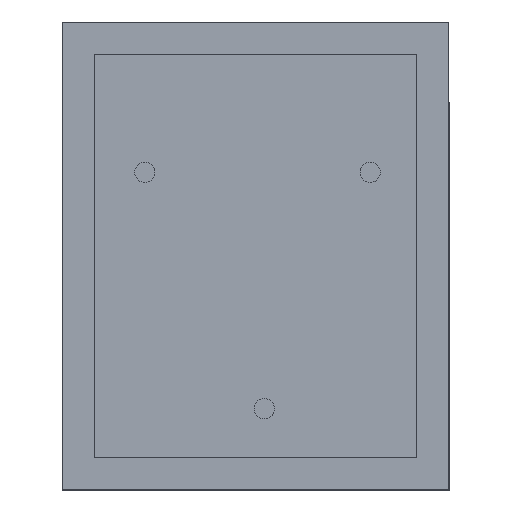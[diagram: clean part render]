
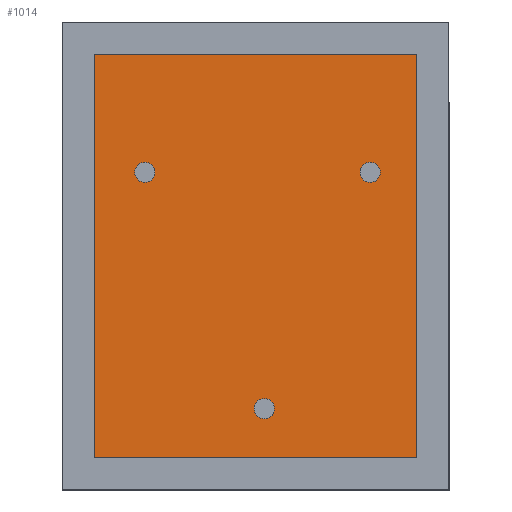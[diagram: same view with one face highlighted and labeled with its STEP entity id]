
A CAD part, top view. The second image highlights one B-rep face of the part: STEP entity #1014.
In plain terms, the highlighted planar face has unit normal (0, 0, 1).
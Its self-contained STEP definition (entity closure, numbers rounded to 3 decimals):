
#22=CIRCLE('',#1088,1.25);
#23=CIRCLE('',#1089,1.25);
#24=CIRCLE('',#1090,1.25);
#36=FACE_BOUND('',#122,.T.);
#37=FACE_BOUND('',#123,.T.);
#38=FACE_BOUND('',#124,.T.);
#39=FACE_BOUND('',#125,.T.);
#40=FACE_BOUND('',#126,.T.);
#41=FACE_BOUND('',#127,.T.);
#42=FACE_BOUND('',#128,.T.);
#71=FACE_OUTER_BOUND('',#121,.T.);
#121=EDGE_LOOP('',(#748,#749,#750,#751,#752,#753,#754,#755,#756,#757,#758,
#759));
#122=EDGE_LOOP('',(#760,#761,#762,#763));
#123=EDGE_LOOP('',(#764,#765,#766,#767));
#124=EDGE_LOOP('',(#768,#769,#770,#771));
#125=EDGE_LOOP('',(#772,#773,#774,#775));
#126=EDGE_LOOP('',(#776));
#127=EDGE_LOOP('',(#777));
#128=EDGE_LOOP('',(#778));
#179=LINE('',#1432,#309);
#187=LINE('',#1447,#317);
#189=LINE('',#1453,#319);
#197=LINE('',#1468,#327);
#199=LINE('',#1474,#329);
#207=LINE('',#1489,#337);
#209=LINE('',#1495,#339);
#217=LINE('',#1510,#347);
#219=LINE('',#1516,#349);
#227=LINE('',#1531,#357);
#228=LINE('',#1534,#358);
#229=LINE('',#1536,#359);
#230=LINE('',#1538,#360);
#231=LINE('',#1540,#361);
#232=LINE('',#1541,#362);
#233=LINE('',#1543,#363);
#234=LINE('',#1545,#364);
#235=LINE('',#1547,#365);
#236=LINE('',#1549,#366);
#237=LINE('',#1550,#367);
#238=LINE('',#1551,#368);
#239=LINE('',#1552,#369);
#240=LINE('',#1553,#370);
#241=LINE('',#1554,#371);
#242=LINE('',#1555,#372);
#243=LINE('',#1556,#373);
#244=LINE('',#1557,#374);
#245=LINE('',#1558,#375);
#309=VECTOR('',#1167,10.);
#317=VECTOR('',#1179,10.);
#319=VECTOR('',#1183,10.);
#327=VECTOR('',#1195,10.);
#329=VECTOR('',#1199,10.);
#337=VECTOR('',#1211,10.);
#339=VECTOR('',#1215,10.);
#347=VECTOR('',#1227,10.);
#349=VECTOR('',#1231,10.);
#357=VECTOR('',#1243,10.);
#358=VECTOR('',#1246,10.);
#359=VECTOR('',#1247,10.);
#360=VECTOR('',#1248,10.);
#361=VECTOR('',#1249,10.);
#362=VECTOR('',#1250,10.);
#363=VECTOR('',#1251,10.);
#364=VECTOR('',#1252,10.);
#365=VECTOR('',#1253,10.);
#366=VECTOR('',#1254,10.);
#367=VECTOR('',#1255,10.);
#368=VECTOR('',#1256,10.);
#369=VECTOR('',#1257,10.);
#370=VECTOR('',#1258,10.);
#371=VECTOR('',#1259,10.);
#372=VECTOR('',#1260,10.);
#373=VECTOR('',#1261,10.);
#374=VECTOR('',#1262,10.);
#375=VECTOR('',#1263,10.);
#432=VERTEX_POINT('',#1428);
#434=VERTEX_POINT('',#1431);
#438=VERTEX_POINT('',#1443);
#439=VERTEX_POINT('',#1445);
#440=VERTEX_POINT('',#1449);
#442=VERTEX_POINT('',#1452);
#446=VERTEX_POINT('',#1464);
#447=VERTEX_POINT('',#1466);
#448=VERTEX_POINT('',#1470);
#450=VERTEX_POINT('',#1473);
#454=VERTEX_POINT('',#1485);
#455=VERTEX_POINT('',#1487);
#456=VERTEX_POINT('',#1491);
#458=VERTEX_POINT('',#1494);
#462=VERTEX_POINT('',#1506);
#463=VERTEX_POINT('',#1508);
#464=VERTEX_POINT('',#1512);
#466=VERTEX_POINT('',#1515);
#470=VERTEX_POINT('',#1527);
#471=VERTEX_POINT('',#1529);
#472=VERTEX_POINT('',#1533);
#473=VERTEX_POINT('',#1535);
#474=VERTEX_POINT('',#1537);
#475=VERTEX_POINT('',#1539);
#476=VERTEX_POINT('',#1542);
#477=VERTEX_POINT('',#1544);
#478=VERTEX_POINT('',#1546);
#479=VERTEX_POINT('',#1548);
#480=VERTEX_POINT('',#1559);
#481=VERTEX_POINT('',#1561);
#482=VERTEX_POINT('',#1563);
#535=EDGE_CURVE('',#434,#432,#179,.T.);
#543=EDGE_CURVE('',#439,#438,#187,.T.);
#545=EDGE_CURVE('',#442,#440,#189,.T.);
#553=EDGE_CURVE('',#447,#446,#197,.T.);
#555=EDGE_CURVE('',#450,#448,#199,.T.);
#563=EDGE_CURVE('',#455,#454,#207,.T.);
#565=EDGE_CURVE('',#458,#456,#209,.T.);
#573=EDGE_CURVE('',#463,#462,#217,.T.);
#575=EDGE_CURVE('',#466,#464,#219,.T.);
#583=EDGE_CURVE('',#471,#470,#227,.T.);
#584=EDGE_CURVE('',#463,#472,#228,.T.);
#585=EDGE_CURVE('',#472,#473,#229,.T.);
#586=EDGE_CURVE('',#473,#474,#230,.T.);
#587=EDGE_CURVE('',#474,#475,#231,.T.);
#588=EDGE_CURVE('',#475,#466,#232,.T.);
#589=EDGE_CURVE('',#464,#476,#233,.T.);
#590=EDGE_CURVE('',#476,#477,#234,.T.);
#591=EDGE_CURVE('',#477,#478,#235,.T.);
#592=EDGE_CURVE('',#478,#479,#236,.T.);
#593=EDGE_CURVE('',#479,#462,#237,.T.);
#594=EDGE_CURVE('',#432,#454,#238,.T.);
#595=EDGE_CURVE('',#455,#434,#239,.T.);
#596=EDGE_CURVE('',#439,#442,#240,.T.);
#597=EDGE_CURVE('',#440,#438,#241,.T.);
#598=EDGE_CURVE('',#448,#470,#242,.T.);
#599=EDGE_CURVE('',#471,#450,#243,.T.);
#600=EDGE_CURVE('',#447,#458,#244,.T.);
#601=EDGE_CURVE('',#456,#446,#245,.T.);
#602=EDGE_CURVE('',#480,#480,#22,.T.);
#603=EDGE_CURVE('',#481,#481,#23,.T.);
#604=EDGE_CURVE('',#482,#482,#24,.T.);
#748=ORIENTED_EDGE('',*,*,#573,.F.);
#749=ORIENTED_EDGE('',*,*,#584,.T.);
#750=ORIENTED_EDGE('',*,*,#585,.T.);
#751=ORIENTED_EDGE('',*,*,#586,.T.);
#752=ORIENTED_EDGE('',*,*,#587,.T.);
#753=ORIENTED_EDGE('',*,*,#588,.T.);
#754=ORIENTED_EDGE('',*,*,#575,.T.);
#755=ORIENTED_EDGE('',*,*,#589,.T.);
#756=ORIENTED_EDGE('',*,*,#590,.T.);
#757=ORIENTED_EDGE('',*,*,#591,.T.);
#758=ORIENTED_EDGE('',*,*,#592,.T.);
#759=ORIENTED_EDGE('',*,*,#593,.T.);
#760=ORIENTED_EDGE('',*,*,#594,.T.);
#761=ORIENTED_EDGE('',*,*,#563,.F.);
#762=ORIENTED_EDGE('',*,*,#595,.T.);
#763=ORIENTED_EDGE('',*,*,#535,.T.);
#764=ORIENTED_EDGE('',*,*,#543,.F.);
#765=ORIENTED_EDGE('',*,*,#596,.T.);
#766=ORIENTED_EDGE('',*,*,#545,.T.);
#767=ORIENTED_EDGE('',*,*,#597,.T.);
#768=ORIENTED_EDGE('',*,*,#598,.T.);
#769=ORIENTED_EDGE('',*,*,#583,.F.);
#770=ORIENTED_EDGE('',*,*,#599,.T.);
#771=ORIENTED_EDGE('',*,*,#555,.T.);
#772=ORIENTED_EDGE('',*,*,#553,.F.);
#773=ORIENTED_EDGE('',*,*,#600,.T.);
#774=ORIENTED_EDGE('',*,*,#565,.T.);
#775=ORIENTED_EDGE('',*,*,#601,.T.);
#776=ORIENTED_EDGE('',*,*,#602,.T.);
#777=ORIENTED_EDGE('',*,*,#603,.T.);
#778=ORIENTED_EDGE('',*,*,#604,.T.);
#971=PLANE('',#1087);
#1014=ADVANCED_FACE('',(#71,#36,#37,#38,#39,#40,#41,#42),#971,.T.);
#1087=AXIS2_PLACEMENT_3D('',#1532,#1244,#1245);
#1088=AXIS2_PLACEMENT_3D('',#1560,#1264,#1265);
#1089=AXIS2_PLACEMENT_3D('',#1562,#1266,#1267);
#1090=AXIS2_PLACEMENT_3D('',#1564,#1268,#1269);
#1167=DIRECTION('',(-1.,0.,0.));
#1179=DIRECTION('',(-1.,0.,0.));
#1183=DIRECTION('',(-1.,0.,0.));
#1195=DIRECTION('',(-1.,0.,0.));
#1199=DIRECTION('',(-1.,0.,0.));
#1211=DIRECTION('',(-1.,0.,0.));
#1215=DIRECTION('',(-1.,0.,0.));
#1227=DIRECTION('',(-1.,0.,0.));
#1231=DIRECTION('',(-1.,0.,0.));
#1243=DIRECTION('',(-1.,0.,0.));
#1244=DIRECTION('center_axis',(0.,0.,1.));
#1245=DIRECTION('ref_axis',(1.,0.,0.));
#1246=DIRECTION('',(0.,-1.,0.));
#1247=DIRECTION('',(1.,0.,0.));
#1248=DIRECTION('',(0.,1.,0.));
#1249=DIRECTION('',(-1.,0.,0.));
#1250=DIRECTION('',(0.,-1.,0.));
#1251=DIRECTION('',(0.,1.,0.));
#1252=DIRECTION('',(-1.,0.,0.));
#1253=DIRECTION('',(0.,-1.,0.));
#1254=DIRECTION('',(1.,0.,0.));
#1255=DIRECTION('',(0.,1.,0.));
#1256=DIRECTION('',(0.,1.,0.));
#1257=DIRECTION('',(0.,-1.,0.));
#1258=DIRECTION('',(0.,-1.,0.));
#1259=DIRECTION('',(0.,1.,0.));
#1260=DIRECTION('',(0.,1.,0.));
#1261=DIRECTION('',(0.,-1.,0.));
#1262=DIRECTION('',(0.,-1.,0.));
#1263=DIRECTION('',(0.,1.,0.));
#1264=DIRECTION('center_axis',(0.,0.,-1.));
#1265=DIRECTION('ref_axis',(1.,0.,0.));
#1266=DIRECTION('center_axis',(0.,0.,-1.));
#1267=DIRECTION('ref_axis',(1.,0.,0.));
#1268=DIRECTION('center_axis',(0.,0.,-1.));
#1269=DIRECTION('ref_axis',(1.,0.,0.));
#1428=CARTESIAN_POINT('',(19.963,5.78,0.));
#1431=CARTESIAN_POINT('',(23.963,5.78,0.));
#1432=CARTESIAN_POINT('',(23.963,5.78,0.));
#1443=CARTESIAN_POINT('',(19.963,3.78,0.));
#1445=CARTESIAN_POINT('',(23.963,3.78,0.));
#1447=CARTESIAN_POINT('',(23.963,3.78,0.));
#1449=CARTESIAN_POINT('',(19.963,1.78,0.));
#1452=CARTESIAN_POINT('',(23.963,1.78,0.));
#1453=CARTESIAN_POINT('',(23.963,1.78,0.));
#1464=CARTESIAN_POINT('',(19.963,-0.22,0.));
#1466=CARTESIAN_POINT('',(23.963,-0.22,0.));
#1468=CARTESIAN_POINT('',(23.963,-0.22,0.));
#1470=CARTESIAN_POINT('',(19.963,9.78,0.));
#1473=CARTESIAN_POINT('',(23.963,9.78,0.));
#1474=CARTESIAN_POINT('',(23.963,9.78,0.));
#1485=CARTESIAN_POINT('',(19.963,7.78,0.));
#1487=CARTESIAN_POINT('',(23.963,7.78,0.));
#1489=CARTESIAN_POINT('',(23.963,7.78,0.));
#1491=CARTESIAN_POINT('',(19.963,-2.22,0.));
#1494=CARTESIAN_POINT('',(23.963,-2.22,0.));
#1495=CARTESIAN_POINT('',(23.963,-2.22,0.));
#1506=CARTESIAN_POINT('',(19.963,-4.22,0.));
#1508=CARTESIAN_POINT('',(23.963,-4.22,0.));
#1510=CARTESIAN_POINT('',(23.963,-4.22,0.));
#1512=CARTESIAN_POINT('',(19.963,13.78,0.));
#1515=CARTESIAN_POINT('',(23.963,13.78,0.));
#1516=CARTESIAN_POINT('',(23.963,13.78,0.));
#1527=CARTESIAN_POINT('',(19.963,11.78,0.));
#1529=CARTESIAN_POINT('',(23.963,11.78,0.));
#1531=CARTESIAN_POINT('',(23.963,11.78,0.));
#1532=CARTESIAN_POINT('Origin',(0.,0.,0.));
#1533=CARTESIAN_POINT('',(23.963,-24.05,0.));
#1534=CARTESIAN_POINT('',(23.963,-12.025,0.));
#1535=CARTESIAN_POINT('',(24.05,-24.05,0.));
#1536=CARTESIAN_POINT('',(-24.05,-24.05,0.));
#1537=CARTESIAN_POINT('',(24.05,24.05,0.));
#1538=CARTESIAN_POINT('',(24.05,-24.05,0.));
#1539=CARTESIAN_POINT('',(23.963,24.05,0.));
#1540=CARTESIAN_POINT('',(24.05,24.05,0.));
#1541=CARTESIAN_POINT('',(23.963,-12.025,0.));
#1542=CARTESIAN_POINT('',(19.963,30.05,0.));
#1543=CARTESIAN_POINT('',(19.963,15.025,0.));
#1544=CARTESIAN_POINT('',(-20.05,30.05,0.));
#1545=CARTESIAN_POINT('',(-10.025,30.05,0.));
#1546=CARTESIAN_POINT('',(-20.05,-20.05,0.));
#1547=CARTESIAN_POINT('',(-20.05,-10.025,0.));
#1548=CARTESIAN_POINT('',(19.963,-20.05,0.));
#1549=CARTESIAN_POINT('',(9.982,-20.05,0.));
#1550=CARTESIAN_POINT('',(19.963,15.025,0.));
#1551=CARTESIAN_POINT('',(19.963,15.025,0.));
#1552=CARTESIAN_POINT('',(23.963,-12.025,0.));
#1553=CARTESIAN_POINT('',(23.963,-12.025,0.));
#1554=CARTESIAN_POINT('',(19.963,15.025,0.));
#1555=CARTESIAN_POINT('',(19.963,15.025,0.));
#1556=CARTESIAN_POINT('',(23.963,-12.025,0.));
#1557=CARTESIAN_POINT('',(23.963,-12.025,0.));
#1558=CARTESIAN_POINT('',(19.963,15.025,0.));
#1559=CARTESIAN_POINT('',(-0.21,-13.947,0.));
#1560=CARTESIAN_POINT('Origin',(1.04,-13.947,0.));
#1561=CARTESIAN_POINT('',(12.935,15.39,0.));
#1562=CARTESIAN_POINT('Origin',(14.185,15.39,0.));
#1563=CARTESIAN_POINT('',(-15.051,15.39,0.));
#1564=CARTESIAN_POINT('Origin',(-13.801,15.39,0.));
